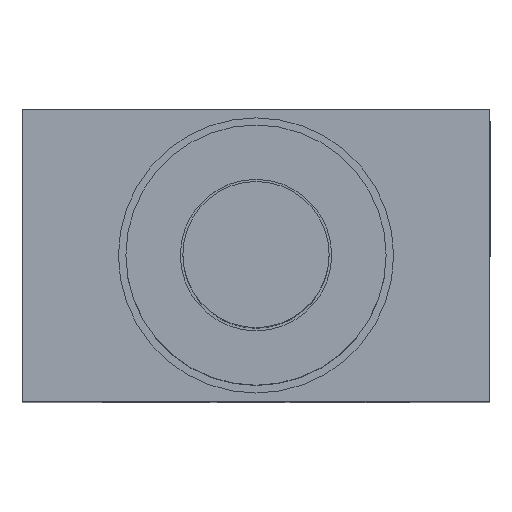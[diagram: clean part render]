
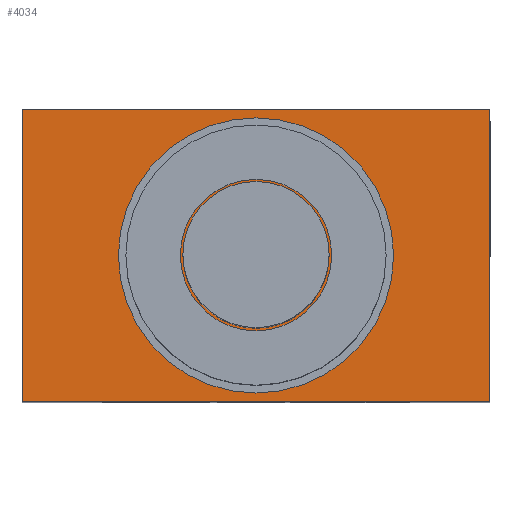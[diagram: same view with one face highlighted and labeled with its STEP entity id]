
A CAD part, top view. The second image highlights one B-rep face of the part: STEP entity #4034.
In plain terms, the highlighted planar face has unit normal (0, 0, 1).
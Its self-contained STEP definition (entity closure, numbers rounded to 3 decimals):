
#3719=CARTESIAN_POINT('',(-4.065,-2.54,8.89));
#3720=VERTEX_POINT('',#3719);
#3727=CARTESIAN_POINT('',(-4.065,2.54,8.89));
#3728=VERTEX_POINT('',#3727);
#3729=CARTESIAN_POINT('',(-4.065,-2.54,8.89));
#3730=DIRECTION('',(0.0,1.0,0.0));
#3731=VECTOR('',#3730,5.08);
#3732=LINE('',#3729,#3731);
#3733=EDGE_CURVE('',#3720,#3728,#3732,.T.);
#3843=CARTESIAN_POINT('',(4.065,-2.54,8.89));
#3844=VERTEX_POINT('',#3843);
#3851=CARTESIAN_POINT('',(4.065,-2.54,8.89));
#3852=DIRECTION('',(-1.0,0.0,0.0));
#3853=VECTOR('',#3852,8.13);
#3854=LINE('',#3851,#3853);
#3855=EDGE_CURVE('',#3844,#3720,#3854,.T.);
#3981=CARTESIAN_POINT('',(4.065,2.54,8.89));
#3982=VERTEX_POINT('',#3981);
#3989=CARTESIAN_POINT('',(4.065,2.54,8.89));
#3990=DIRECTION('',(0.0,-1.0,0.0));
#3991=VECTOR('',#3990,5.08);
#3992=LINE('',#3989,#3991);
#3993=EDGE_CURVE('',#3982,#3844,#3992,.T.);
#4010=CARTESIAN_POINT('',(-4.065,2.54,8.89));
#4011=DIRECTION('',(1.0,0.0,0.0));
#4012=VECTOR('',#4011,8.13);
#4013=LINE('',#4010,#4012);
#4014=EDGE_CURVE('',#3728,#3982,#4013,.T.);
#4023=CARTESIAN_POINT('',(0.,0.,8.89));
#4024=DIRECTION('',(0.0,0.0,1.0));
#4025=DIRECTION('',(1.0,0.0,0.0));
#4026=AXIS2_PLACEMENT_3D('',#4023,#4024,#4025);
#4027=PLANE('',#4026);
#4028=ORIENTED_EDGE('',*,*,#3993,.F.);
#4029=ORIENTED_EDGE('',*,*,#4014,.F.);
#4030=ORIENTED_EDGE('',*,*,#3733,.F.);
#4031=ORIENTED_EDGE('',*,*,#3855,.F.);
#4032=EDGE_LOOP('',(#4028,#4029,#4030,#4031));
#4033=FACE_OUTER_BOUND('',#4032,.T.);
#4034=ADVANCED_FACE('',(#4033),#4027,.T.);
